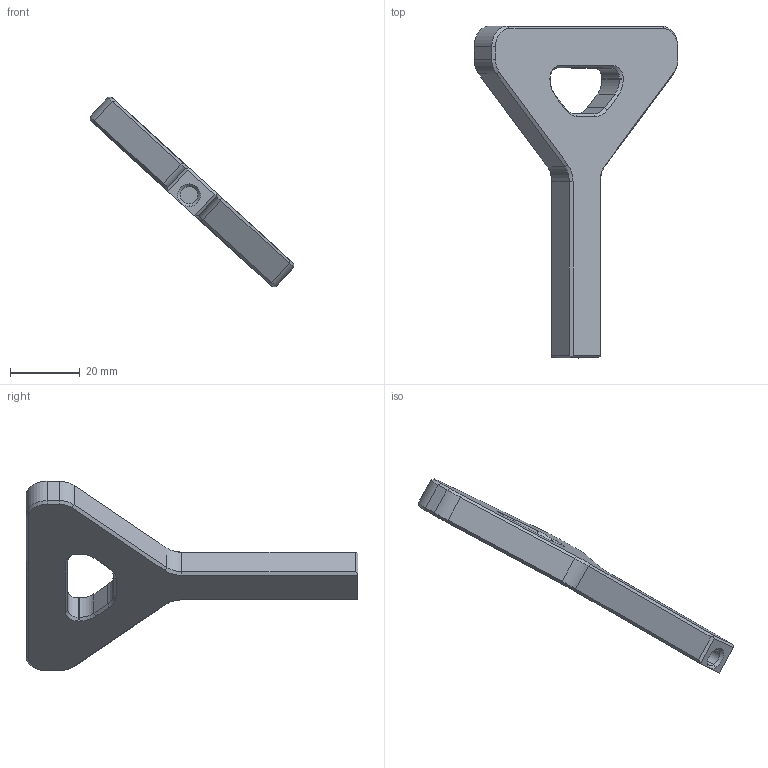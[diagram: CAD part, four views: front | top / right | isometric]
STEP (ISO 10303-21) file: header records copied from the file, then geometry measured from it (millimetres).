
FILE_DESCRIPTION (( 'STEP AP214' ), '1' );
FILE_NAME ('盉 0000 5001-3.STEP', '2020-12-12T11:16:20', ( '' ), ( '' ), 'SwSTEP 2.0', 'SolidWorks 2018', '' );
FILE_SCHEMA (( 'AUTOMOTIVE_DESIGN' ));
Length unit declared in the file: millimetre
Products named in the file (1): 盉 0000 5001-3
Bounding box: 58.42 x 95.18 x 54.4 mm (x, y, z)
Volume: 21690.3 mm3; surface area: 8093.9 mm2
Topology: 1 solids, 1 shells, 86 faces, 197 edges, 114 vertices
Faces by surface type: plane 46, cone 26, cylinder 14
Entity records: 2397 total; most frequent: DIRECTION 425, CARTESIAN_POINT 398, ORIENTED_EDGE 394, EDGE_CURVE 197, VECTOR 143, LINE 143, AXIS2_PLACEMENT_3D 141, VERTEX_POINT 114
